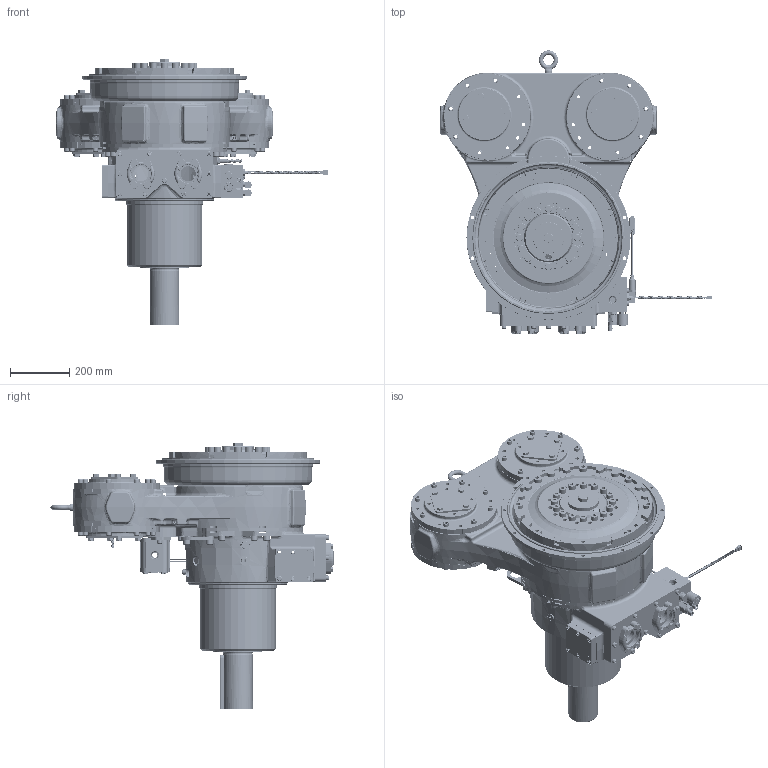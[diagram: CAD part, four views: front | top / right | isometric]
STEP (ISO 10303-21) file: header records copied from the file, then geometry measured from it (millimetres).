
FILE_DESCRIPTION (( 'STEP AP214' ), '1' );
FILE_NAME ('1029600A.step', '2021-03-23T20:16:32', ( 'TDI' ), ( 'Twin Disc Inc' ), 'SwSTEP 2.0', 'SolidWorks 2019', '' );
FILE_SCHEMA (( 'AUTOMOTIVE_DESIGN' ));
Length unit declared in the file: millimetre
Products named in the file (1): 1029600A
Bounding box: 915.08 x 952.93 x 898.16 mm (x, y, z)
Surface area: 3696317.2 mm2 (no closed solid volume)
Topology: 0 solids, 326 shells, 3581 faces, 13438 edges, 9945 vertices
Faces by surface type: plane 1664, cylinder 1001, bspline 348, cone 276, torus 251, sphere 41
Full cylindrical faces by diameter (mm): 2.54 x2, 2.794 x6, 5 x1, 5.7 x2, 6 x1, 8 x26, 8.5 x2, 9 x2, 10 x2, 10.2 x9, 10.716 x8, 11.112 x2, 11.906 x12, 12.025 x16, 12.7 x1, 13 x8, 13.492 x8, 14 x22, 15.875 x2, 16 x18, 16.8 x2, 17.5 x12, 18 x46, 18.771 x1, 18.872 x8, 19 x5, 19.25 x1, 20 x3, 20.638 x1, 21 x1
Entity records: 254645 total; most frequent: CARTESIAN_POINT 111976, DIRECTION 19840, ORIENTED_EDGE 18774, EDGE_CURVE 12653, VERTEX_POINT 9737, AXIS2_PLACEMENT_3D 7170, VECTOR 5500, LINE 5500
